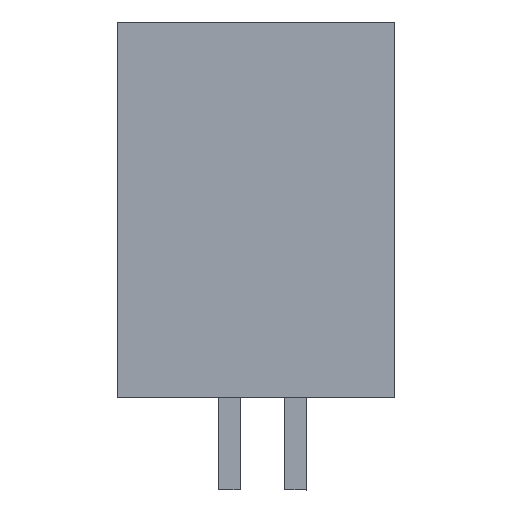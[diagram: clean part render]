
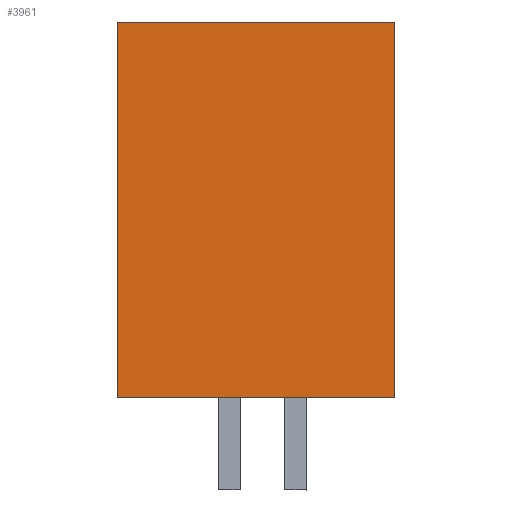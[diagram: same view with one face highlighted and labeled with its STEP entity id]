
A CAD part, left-side view. The second image highlights one B-rep face of the part: STEP entity #3961.
In plain terms, the highlighted planar face has unit normal (-1, 0, 0).
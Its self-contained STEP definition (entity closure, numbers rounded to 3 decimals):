
#3941=AXIS2_PLACEMENT_3D('Plane Axis2P3D',#3938,#3939,#3940) ;
#807=CARTESIAN_POINT('Vertex',(0.,0.,3.5)) ;
#810=CARTESIAN_POINT('Line Origine',(0.,5.25,3.5)) ;
#814=CARTESIAN_POINT('Vertex',(0.,10.5,3.5)) ;
#1830=CARTESIAN_POINT('Line Origine',(0.,0.,10.6)) ;
#1834=CARTESIAN_POINT('Vertex',(0.,0.,17.7)) ;
#3938=CARTESIAN_POINT('Axis2P3D Location',(0.,10.5,0.)) ;
#3943=CARTESIAN_POINT('Line Origine',(0.,10.5,10.6)) ;
#3947=CARTESIAN_POINT('Vertex',(0.,10.5,17.7)) ;
#3950=CARTESIAN_POINT('Line Origine',(0.,5.25,17.7)) ;
#811=DIRECTION('Vector Direction',(0.,-1.,0.)) ;
#1831=DIRECTION('Vector Direction',(0.,0.,1.)) ;
#3939=DIRECTION('Axis2P3D Direction',(-1.,0.,0.)) ;
#3940=DIRECTION('Axis2P3D XDirection',(0.,-1.,0.)) ;
#3944=DIRECTION('Vector Direction',(0.,0.,1.)) ;
#3951=DIRECTION('Vector Direction',(0.,-1.,0.)) ;
#812=VECTOR('Line Direction',#811,1.) ;
#1832=VECTOR('Line Direction',#1831,1.) ;
#3945=VECTOR('Line Direction',#3944,1.) ;
#3952=VECTOR('Line Direction',#3951,1.) ;
#3956=ORIENTED_EDGE('',*,*,#3949,.T.) ;
#3957=ORIENTED_EDGE('',*,*,#816,.T.) ;
#3958=ORIENTED_EDGE('',*,*,#1836,.T.) ;
#3959=ORIENTED_EDGE('',*,*,#3954,.T.) ;
#3961=ADVANCED_FACE('HOUSING',(#3960),#3942,.T.) ;
#816=EDGE_CURVE('',#815,#808,#813,.T.) ;
#1836=EDGE_CURVE('',#808,#1835,#1833,.T.) ;
#3949=EDGE_CURVE('',#3948,#815,#3946,.F.) ;
#3954=EDGE_CURVE('',#1835,#3948,#3953,.F.) ;
#3955=EDGE_LOOP('',(#3956,#3957,#3958,#3959)) ;
#3960=FACE_OUTER_BOUND('',#3955,.T.) ;
#813=LINE('Line',#810,#812) ;
#1833=LINE('Line',#1830,#1832) ;
#3946=LINE('Line',#3943,#3945) ;
#3953=LINE('Line',#3950,#3952) ;
#3942=PLANE('',#3941) ;
#808=VERTEX_POINT('',#807) ;
#815=VERTEX_POINT('',#814) ;
#1835=VERTEX_POINT('',#1834) ;
#3948=VERTEX_POINT('',#3947) ;
